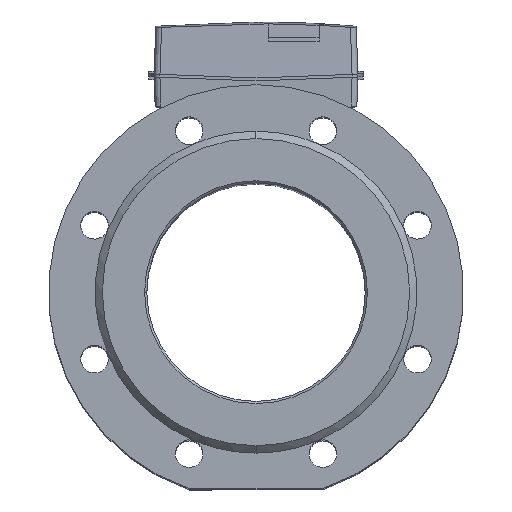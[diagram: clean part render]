
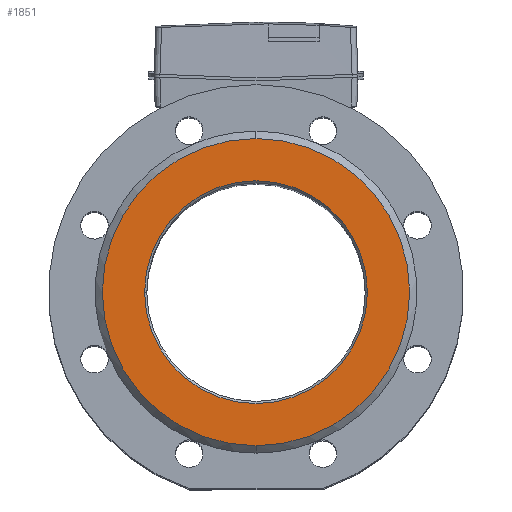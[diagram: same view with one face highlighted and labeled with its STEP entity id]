
A CAD part, top view. The second image highlights one B-rep face of the part: STEP entity #1851.
In plain terms, the highlighted planar face has unit normal (0, 0, 1).
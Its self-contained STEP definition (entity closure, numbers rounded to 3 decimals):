
#169 = CIRCLE ( 'NONE', #3445, 76.5 ) ;
#377 = CARTESIAN_POINT ( 'NONE',  ( 0., 105.5, 250. ) ) ;
#617 = AXIS2_PLACEMENT_3D ( 'NONE', #5121, #1637, #2593 ) ;
#1174 = CARTESIAN_POINT ( 'NONE',  ( -76.5, 0., 250. ) ) ;
#1502 = AXIS2_PLACEMENT_3D ( 'NONE', #6167, #5652, #3641 ) ;
#1616 = CARTESIAN_POINT ( 'NONE',  ( 0., -105.5, 250. ) ) ;
#1637 = DIRECTION ( 'NONE',  ( 0., 0., -1. ) ) ;
#1748 = FACE_BOUND ( 'NONE', #5276, .T. ) ;
#1750 = EDGE_CURVE ( 'NONE', #4056, #5590, #2090, .T. ) ;
#1851 = ADVANCED_FACE ( 'NONE', ( #1748, #6382 ), #2835, .T. ) ;
#1987 = EDGE_CURVE ( 'NONE', #3123, #2091, #2831, .T. ) ;
#2090 = CIRCLE ( 'NONE', #2295, 105.5 ) ;
#2091 = VERTEX_POINT ( 'NONE', #1174 ) ;
#2290 = DIRECTION ( 'NONE',  ( 0., -1., 0. ) ) ;
#2295 = AXIS2_PLACEMENT_3D ( 'NONE', #5007, #2476, #4016 ) ;
#2436 = ORIENTED_EDGE ( 'NONE', *, *, #1987, .T. ) ;
#2476 = DIRECTION ( 'NONE',  ( 0., 0., -1. ) ) ;
#2593 = DIRECTION ( 'NONE',  ( 0., -1., 0. ) ) ;
#2621 = ORIENTED_EDGE ( 'NONE', *, *, #4550, .F. ) ;
#2831 = CIRCLE ( 'NONE', #617, 76.5 ) ;
#2835 = PLANE ( 'NONE',  #3900 ) ;
#2866 = DIRECTION ( 'NONE',  ( 0., 0., 1. ) ) ;
#2871 = EDGE_CURVE ( 'NONE', #2091, #3123, #169, .T. ) ;
#3123 = VERTEX_POINT ( 'NONE', #5591 ) ;
#3168 = DIRECTION ( 'NONE',  ( 0., 0., -1. ) ) ;
#3293 = CARTESIAN_POINT ( 'NONE',  ( 0., 105.5, 250. ) ) ;
#3445 = AXIS2_PLACEMENT_3D ( 'NONE', #6186, #3168, #2290 ) ;
#3469 = EDGE_LOOP ( 'NONE', ( #2621, #4009 ) ) ;
#3641 = DIRECTION ( 'NONE',  ( 0., 1., 0. ) ) ;
#3900 = AXIS2_PLACEMENT_3D ( 'NONE', #3293, #2866, #5870 ) ;
#4009 = ORIENTED_EDGE ( 'NONE', *, *, #1750, .F. ) ;
#4016 = DIRECTION ( 'NONE',  ( 0., 1., 0. ) ) ;
#4056 = VERTEX_POINT ( 'NONE', #1616 ) ;
#4550 = EDGE_CURVE ( 'NONE', #5590, #4056, #5531, .T. ) ;
#5007 = CARTESIAN_POINT ( 'NONE',  ( 0., 0., 250. ) ) ;
#5121 = CARTESIAN_POINT ( 'NONE',  ( 0., 0., 250. ) ) ;
#5276 = EDGE_LOOP ( 'NONE', ( #2436, #6276 ) ) ;
#5531 = CIRCLE ( 'NONE', #1502, 105.5 ) ;
#5590 = VERTEX_POINT ( 'NONE', #377 ) ;
#5591 = CARTESIAN_POINT ( 'NONE',  ( 76.5, 0., 250. ) ) ;
#5652 = DIRECTION ( 'NONE',  ( 0., 0., -1. ) ) ;
#5870 = DIRECTION ( 'NONE',  ( 0., -1., 0. ) ) ;
#6167 = CARTESIAN_POINT ( 'NONE',  ( 0., 0., 250. ) ) ;
#6186 = CARTESIAN_POINT ( 'NONE',  ( 0., 0., 250. ) ) ;
#6276 = ORIENTED_EDGE ( 'NONE', *, *, #2871, .T. ) ;
#6382 = FACE_OUTER_BOUND ( 'NONE', #3469, .T. ) ;
